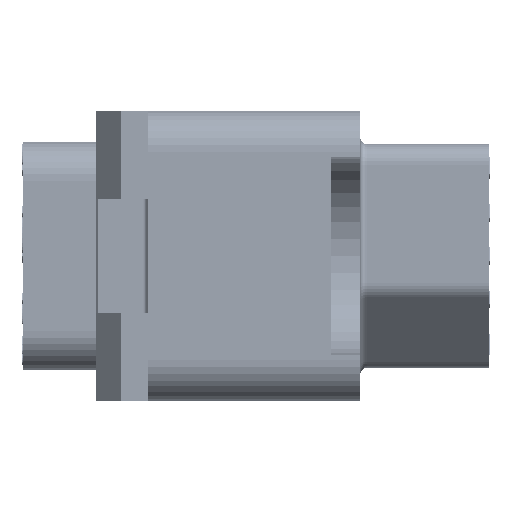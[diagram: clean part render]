
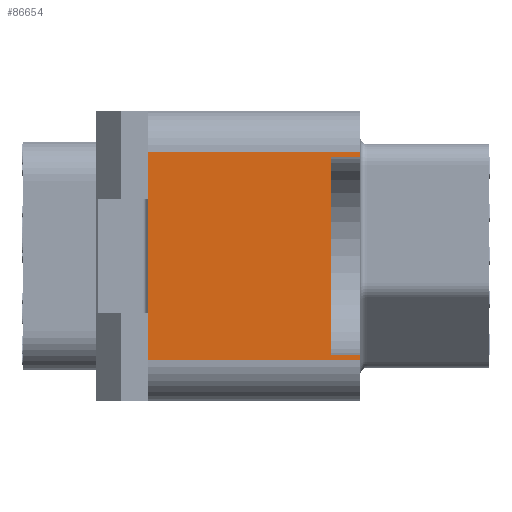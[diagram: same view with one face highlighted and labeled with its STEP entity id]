
A CAD part, left-side view. The second image highlights one B-rep face of the part: STEP entity #86654.
In plain terms, the highlighted planar face has unit normal (-1, 0, 0).
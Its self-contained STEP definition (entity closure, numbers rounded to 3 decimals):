
#469=DIRECTION('',(0.,0.,-1.));
#470=VECTOR('',#469,10.);
#471=CARTESIAN_POINT('',(-40.,10.25,5.));
#472=LINE('',#471,#470);
#572=DIRECTION('',(0.,-1.,0.));
#573=VECTOR('',#572,10.25);
#574=CARTESIAN_POINT('',(-40.,10.25,5.));
#575=LINE('',#574,#573);
#867=DIRECTION('',(0.,1.,0.));
#868=VECTOR('',#867,10.25);
#869=CARTESIAN_POINT('',(-40.,0.,-5.));
#870=LINE('',#869,#868);
#876=DIRECTION('',(0.,0.,1.));
#877=VECTOR('',#876,9.5);
#878=CARTESIAN_POINT('',(-40.,1.4,-4.75));
#879=LINE('',#878,#877);
#880=DIRECTION('',(0.,1.,0.));
#881=VECTOR('',#880,1.4);
#882=CARTESIAN_POINT('',(-40.,0.,-4.75));
#883=LINE('',#882,#881);
#884=DIRECTION('',(0.,0.,-1.));
#885=VECTOR('',#884,0.25);
#886=CARTESIAN_POINT('',(-40.,0.,-4.75));
#887=LINE('',#886,#885);
#888=DIRECTION('',(0.,0.,-1.));
#889=VECTOR('',#888,0.25);
#890=CARTESIAN_POINT('',(-40.,0.,5.));
#891=LINE('',#890,#889);
#892=DIRECTION('',(0.,1.,0.));
#893=VECTOR('',#892,1.4);
#894=CARTESIAN_POINT('',(-40.,0.,4.75));
#895=LINE('',#894,#893);
#68745=CARTESIAN_POINT('',(-40.,0.,5.));
#68746=VERTEX_POINT('',#68745);
#68747=CARTESIAN_POINT('',(-40.,10.25,5.));
#68748=VERTEX_POINT('',#68747);
#68753=CARTESIAN_POINT('',(-40.,10.25,-5.));
#68754=VERTEX_POINT('',#68753);
#68755=CARTESIAN_POINT('',(-40.,0.,-5.));
#68756=VERTEX_POINT('',#68755);
#68773=CARTESIAN_POINT('',(-40.,0.,-4.75));
#68775=VERTEX_POINT('',#68773);
#68779=CARTESIAN_POINT('',(-40.,0.,4.75));
#68780=VERTEX_POINT('',#68779);
#68781=CARTESIAN_POINT('',(-40.,1.4,-4.75));
#68782=CARTESIAN_POINT('',(-40.,1.4,4.75));
#68783=VERTEX_POINT('',#68781);
#68784=VERTEX_POINT('',#68782);
#86636=CARTESIAN_POINT('',(-40.,0.,7.));
#86637=DIRECTION('',(-1.,0.,0.));
#86638=DIRECTION('',(0.,1.,0.));
#86639=AXIS2_PLACEMENT_3D('',#86636,#86637,#86638);
#86640=PLANE('',#86639);
#86642=ORIENTED_EDGE('',*,*,#86641,.F.);
#86644=ORIENTED_EDGE('',*,*,#86643,.F.);
#86645=ORIENTED_EDGE('',*,*,#86209,.T.);
#86646=ORIENTED_EDGE('',*,*,#86630,.T.);
#86647=ORIENTED_EDGE('',*,*,#86105,.F.);
#86648=ORIENTED_EDGE('',*,*,#86186,.T.);
#86649=ORIENTED_EDGE('',*,*,#86217,.T.);
#86651=ORIENTED_EDGE('',*,*,#86650,.T.);
#86652=EDGE_LOOP('',(#86642,#86644,#86645,#86646,#86647,#86648,#86649,#86651));
#86653=FACE_OUTER_BOUND('',#86652,.F.);
#86654=ADVANCED_FACE('',(#86653),#86640,.T.);
#86105=EDGE_CURVE('',#68748,#68754,#472,.T.);
#86186=EDGE_CURVE('',#68748,#68746,#575,.T.);
#86209=EDGE_CURVE('',#68775,#68756,#887,.T.);
#86217=EDGE_CURVE('',#68746,#68780,#891,.T.);
#86630=EDGE_CURVE('',#68756,#68754,#870,.T.);
#86641=EDGE_CURVE('',#68783,#68784,#879,.T.);
#86643=EDGE_CURVE('',#68775,#68783,#883,.T.);
#86650=EDGE_CURVE('',#68780,#68784,#895,.T.);
